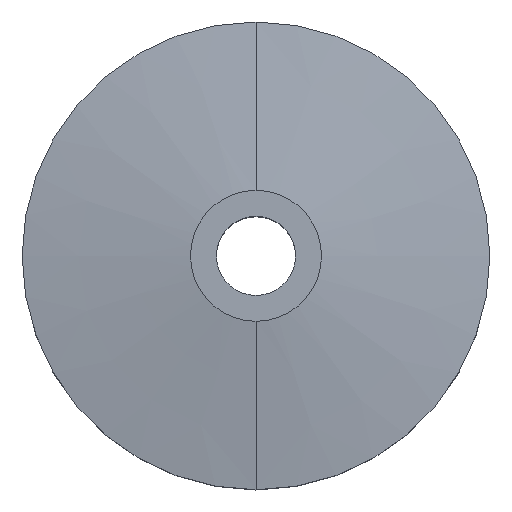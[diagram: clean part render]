
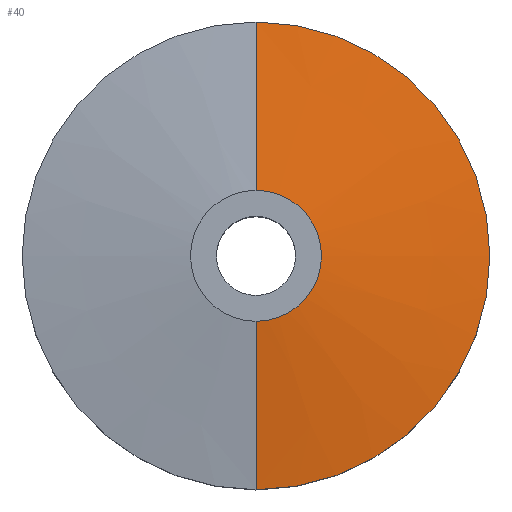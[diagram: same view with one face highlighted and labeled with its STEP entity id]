
A CAD part, top view. The second image highlights one B-rep face of the part: STEP entity #40.
In plain terms, the highlighted conical face has half-angle 82 degrees and reference radius 7 mm.
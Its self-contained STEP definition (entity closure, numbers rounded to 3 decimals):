
#3 = DIRECTION ( 'NONE',  ( 0., 1., 0. ) ) ;
#10 = AXIS2_PLACEMENT_3D ( 'NONE', #132, #203, #326 ) ;
#21 = ORIENTED_EDGE ( 'NONE', *, *, #321, .T. ) ;
#22 = DIRECTION ( 'NONE',  ( 0., 0., 1. ) ) ;
#40 = ADVANCED_FACE ( 'NONE', ( #230 ), #341, .T. ) ;
#55 = VERTEX_POINT ( 'NONE', #311 ) ;
#61 = VERTEX_POINT ( 'NONE', #164 ) ;
#62 = LINE ( 'NONE', #385, #218 ) ;
#64 = DIRECTION ( 'NONE',  ( 0., 0., -1. ) ) ;
#79 = ORIENTED_EDGE ( 'NONE', *, *, #215, .T. ) ;
#85 = CARTESIAN_POINT ( 'NONE',  ( 0., -7., -7.47 ) ) ;
#90 = LINE ( 'NONE', #85, #360 ) ;
#92 = DIRECTION ( 'NONE',  ( 0., 0.99, -0.139 ) ) ;
#95 = EDGE_CURVE ( 'NONE', #61, #372, #62, .T. ) ;
#131 = ORIENTED_EDGE ( 'NONE', *, *, #168, .T. ) ;
#132 = CARTESIAN_POINT ( 'NONE',  ( 0., 0., -7.47 ) ) ;
#154 = CIRCLE ( 'NONE', #10, 7. ) ;
#164 = CARTESIAN_POINT ( 'NONE',  ( 0., 7., -7.47 ) ) ;
#165 = AXIS2_PLACEMENT_3D ( 'NONE', #292, #64, #3 ) ;
#167 = AXIS2_PLACEMENT_3D ( 'NONE', #238, #22, #301 ) ;
#168 = EDGE_CURVE ( 'NONE', #55, #210, #90, .T. ) ;
#184 = AXIS2_PLACEMENT_3D ( 'NONE', #186, #414, #252 ) ;
#186 = CARTESIAN_POINT ( 'NONE',  ( 0., 0., -10. ) ) ;
#195 = EDGE_CURVE ( 'NONE', #210, #315, #333, .T. ) ;
#203 = DIRECTION ( 'NONE',  ( 0., 0., -1. ) ) ;
#210 = VERTEX_POINT ( 'NONE', #337 ) ;
#215 = EDGE_CURVE ( 'NONE', #61, #55, #154, .T. ) ;
#218 = VECTOR ( 'NONE', #92, 1000. ) ;
#230 = FACE_OUTER_BOUND ( 'NONE', #295, .T. ) ;
#238 = CARTESIAN_POINT ( 'NONE',  ( 0., 0., -10. ) ) ;
#252 = DIRECTION ( 'NONE',  ( 0., -1., 0. ) ) ;
#256 = ORIENTED_EDGE ( 'NONE', *, *, #195, .T. ) ;
#272 = ORIENTED_EDGE ( 'NONE', *, *, #95, .F. ) ;
#275 = CARTESIAN_POINT ( 'NONE',  ( 0., 25., -10. ) ) ;
#277 = DIRECTION ( 'NONE',  ( 0., -0.99, -0.139 ) ) ;
#292 = CARTESIAN_POINT ( 'NONE',  ( 0., 0., -7.47 ) ) ;
#295 = EDGE_LOOP ( 'NONE', ( #79, #131, #256, #21, #272 ) ) ;
#301 = DIRECTION ( 'NONE',  ( 0., -1., 0. ) ) ;
#311 = CARTESIAN_POINT ( 'NONE',  ( 0., -7., -7.47 ) ) ;
#315 = VERTEX_POINT ( 'NONE', #373 ) ;
#321 = EDGE_CURVE ( 'NONE', #315, #372, #342, .T. ) ;
#326 = DIRECTION ( 'NONE',  ( 1., 0., 0. ) ) ;
#333 = CIRCLE ( 'NONE', #184, 25. ) ;
#337 = CARTESIAN_POINT ( 'NONE',  ( 0., -25., -10. ) ) ;
#341 = CONICAL_SURFACE ( 'NONE', #165, 7., 1.431 ) ;
#342 = CIRCLE ( 'NONE', #167, 25. ) ;
#360 = VECTOR ( 'NONE', #277, 1000. ) ;
#372 = VERTEX_POINT ( 'NONE', #275 ) ;
#373 = CARTESIAN_POINT ( 'NONE',  ( 25., 0., -10. ) ) ;
#385 = CARTESIAN_POINT ( 'NONE',  ( 0., 7., -7.47 ) ) ;
#414 = DIRECTION ( 'NONE',  ( 0., 0., 1. ) ) ;
